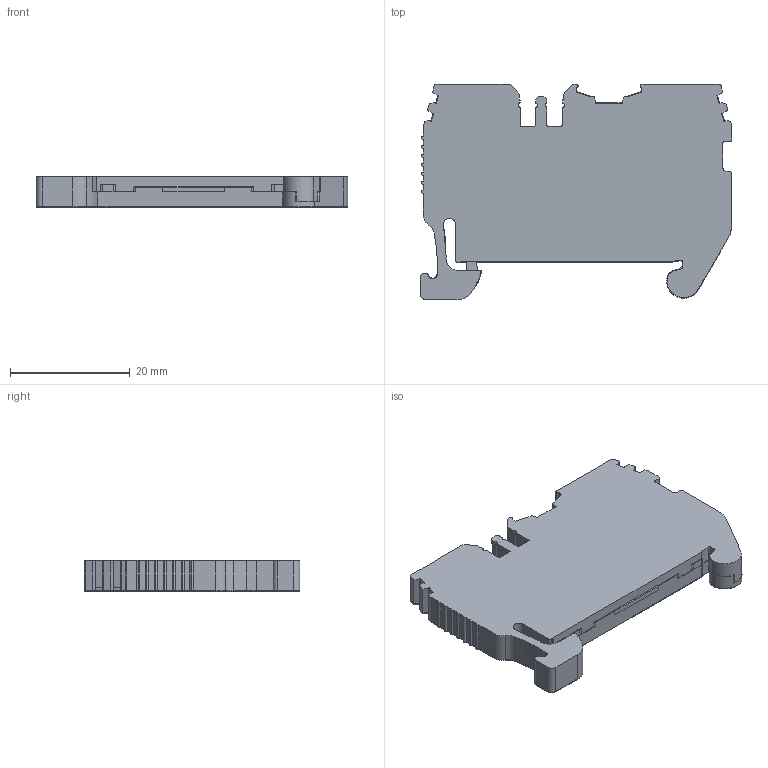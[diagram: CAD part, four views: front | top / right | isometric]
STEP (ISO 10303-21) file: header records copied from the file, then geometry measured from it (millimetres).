
FILE_DESCRIPTION (( 'STEP AP214' ), '1' );
FILE_NAME ('337040_CTP 2.5T.STP', '2017-10-05T12:09:47', ( '' ), ( '' ), 'SwSTEP 2.0', 'SolidWorks 2017', '' );
FILE_SCHEMA (( 'AUTOMOTIVE_DESIGN' ));
Length unit declared in the file: millimetre
Products named in the file (1): 337040_CTP 2.5T
Bounding box: 52.18 x 36.07 x 5.15 mm (x, y, z)
Volume: 7619.4 mm3; surface area: 4273 mm2
Topology: 1 solids, 1 shells, 522 faces, 1548 edges, 1029 vertices
Faces by surface type: plane 300, cylinder 220, cone 2
Entity records: 18422 total; most frequent: CARTESIAN_POINT 4435, ORIENTED_EDGE 3096, DIRECTION 2547, EDGE_CURVE 1548, VERTEX_POINT 1029, LINE 967, VECTOR 967, AXIS2_PLACEMENT_3D 790
